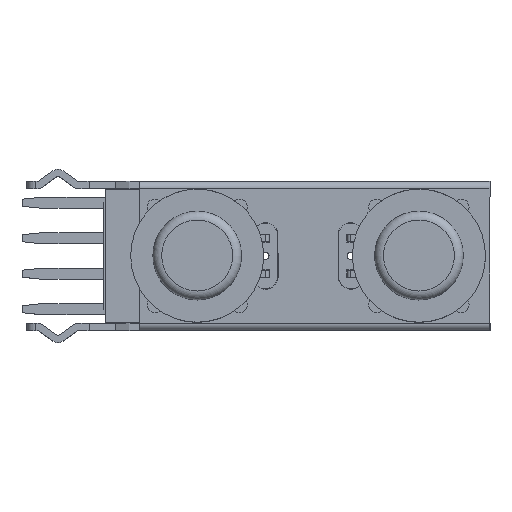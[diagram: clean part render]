
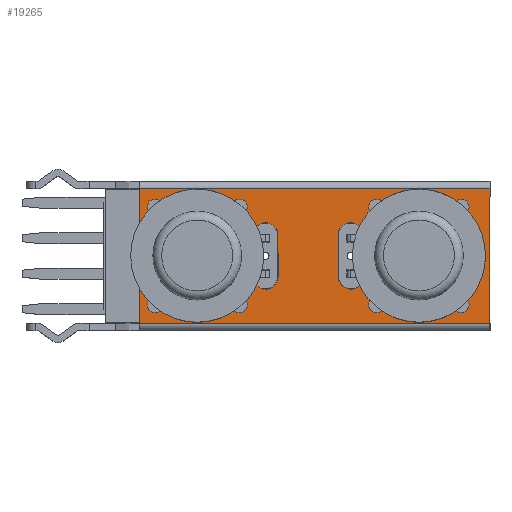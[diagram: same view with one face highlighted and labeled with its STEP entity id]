
A CAD part, top view. The second image highlights one B-rep face of the part: STEP entity #19265.
In plain terms, the highlighted planar face has unit normal (0, 0, 1).
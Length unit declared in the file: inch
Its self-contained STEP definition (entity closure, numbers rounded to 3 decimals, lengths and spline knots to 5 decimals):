
#14148=CARTESIAN_POINT('',(0.17913,0.0464,0.13346));
#14149=VERTEX_POINT('',#14148);
#14156=CARTESIAN_POINT('',(0.12402,0.04612,0.13346));
#14157=VERTEX_POINT('',#14156);
#14158=CARTESIAN_POINT('',(0.15157,0.04626,0.13346));
#14159=DIRECTION('',(0.0,0.0,-1.0));
#14160=DIRECTION('',(1.,0.005,0.0));
#14161=AXIS2_PLACEMENT_3D('',#14158,#14159,#14160);
#14162=CIRCLE('',#14161,0.02756);
#14163=EDGE_CURVE('',#14157,#14149,#14162,.T.);
#14224=CARTESIAN_POINT('',(0.36811,0.0464,0.13346));
#14225=VERTEX_POINT('',#14224);
#14232=CARTESIAN_POINT('',(0.31299,0.04612,0.13346));
#14233=VERTEX_POINT('',#14232);
#14234=CARTESIAN_POINT('',(0.34055,0.04626,0.13346));
#14235=DIRECTION('',(0.0,0.0,-1.0));
#14236=DIRECTION('',(1.,0.005,0.0));
#14237=AXIS2_PLACEMENT_3D('',#14234,#14235,#14236);
#14238=CIRCLE('',#14237,0.02756);
#14239=EDGE_CURVE('',#14233,#14225,#14238,.T.);
#14433=CARTESIAN_POINT('',(0.12451,-0.05307,0.13346));
#14434=VERTEX_POINT('',#14433);
#14435=CARTESIAN_POINT('',(0.12451,-0.05307,0.13346));
#14436=DIRECTION('',(-0.005,1.,0.0));
#14437=VECTOR('',#14436,0.09919);
#14438=LINE('',#14435,#14437);
#14439=EDGE_CURVE('',#14434,#14157,#14438,.T.);
#14473=CARTESIAN_POINT('',(0.1796,-0.04566,0.13346));
#14474=VERTEX_POINT('',#14473);
#14475=CARTESIAN_POINT('',(0.15157,-0.0458,0.13346));
#14476=DIRECTION('',(0.0,0.0,-1.0));
#14477=DIRECTION('',(-0.966,-0.259,0.0));
#14478=AXIS2_PLACEMENT_3D('',#14475,#14476,#14477);
#14479=CIRCLE('',#14478,0.02802);
#14480=EDGE_CURVE('',#14474,#14434,#14479,.T.);
#14514=CARTESIAN_POINT('',(0.17913,0.0464,0.13346));
#14515=DIRECTION('',(0.005,-1.,0.0));
#14516=VECTOR('',#14515,0.09206);
#14517=LINE('',#14514,#14516);
#14518=EDGE_CURVE('',#14149,#14474,#14517,.T.);
#14537=CARTESIAN_POINT('',(0.36857,-0.04566,0.13346));
#14538=VERTEX_POINT('',#14537);
#14545=CARTESIAN_POINT('',(0.36811,0.0464,0.13346));
#14546=DIRECTION('',(0.005,-1.,0.0));
#14547=VECTOR('',#14546,0.09206);
#14548=LINE('',#14545,#14547);
#14549=EDGE_CURVE('',#14225,#14538,#14548,.T.);
#14562=CARTESIAN_POINT('',(0.31349,-0.05307,0.13346));
#14563=VERTEX_POINT('',#14562);
#14564=CARTESIAN_POINT('',(0.31349,-0.05307,0.13346));
#14565=DIRECTION('',(-0.005,1.,0.0));
#14566=VECTOR('',#14565,0.09919);
#14567=LINE('',#14564,#14566);
#14568=EDGE_CURVE('',#14563,#14233,#14567,.T.);
#14594=CARTESIAN_POINT('',(0.34055,-0.0458,0.13346));
#14595=DIRECTION('',(0.0,0.0,-1.0));
#14596=DIRECTION('',(-0.966,-0.259,0.0));
#14597=AXIS2_PLACEMENT_3D('',#14594,#14595,#14596);
#14598=CIRCLE('',#14597,0.02802);
#14599=EDGE_CURVE('',#14538,#14563,#14598,.T.);
#17376=CARTESIAN_POINT('',(0.,-0.10039,0.13346));
#17377=VERTEX_POINT('',#17376);
#17378=CARTESIAN_POINT('',(0.,0.,0.13346));
#17379=DIRECTION('',(0.0,0.0,-1.0));
#17380=DIRECTION('',(0.0,1.0,0.0));
#17381=AXIS2_PLACEMENT_3D('',#17378,#17379,#17380);
#17382=CIRCLE('',#17381,0.10039);
#17383=EDGE_CURVE('',#17377,#17377,#17382,.T.);
#17403=CARTESIAN_POINT('',(0.49213,-0.10039,0.13346));
#17404=VERTEX_POINT('',#17403);
#17405=CARTESIAN_POINT('',(0.49213,0.,0.13346));
#17406=DIRECTION('',(0.0,0.0,-1.0));
#17407=DIRECTION('',(0.0,1.0,0.0));
#17408=AXIS2_PLACEMENT_3D('',#17405,#17406,#17407);
#17409=CIRCLE('',#17408,0.10039);
#17410=EDGE_CURVE('',#17404,#17404,#17409,.T.);
#17786=CARTESIAN_POINT('',(-0.12776,-0.14957,0.13346));
#17787=VERTEX_POINT('',#17786);
#17795=CARTESIAN_POINT('',(-0.12776,0.14957,0.13346));
#17796=VERTEX_POINT('',#17795);
#17797=CARTESIAN_POINT('',(-0.12776,-0.14957,0.13346));
#17798=DIRECTION('',(0.0,1.0,0.0));
#17799=VECTOR('',#17798,0.29913);
#17800=LINE('',#17797,#17799);
#17801=EDGE_CURVE('',#17787,#17796,#17800,.T.);
#17838=CARTESIAN_POINT('',(0.6498,0.14957,0.13346));
#17839=VERTEX_POINT('',#17838);
#17847=CARTESIAN_POINT('',(0.6498,-0.14957,0.13346));
#17848=VERTEX_POINT('',#17847);
#17849=CARTESIAN_POINT('',(0.6498,0.14957,0.13346));
#17850=DIRECTION('',(0.0,-1.0,0.0));
#17851=VECTOR('',#17850,0.29913);
#17852=LINE('',#17849,#17851);
#17853=EDGE_CURVE('',#17839,#17848,#17852,.T.);
#19097=CARTESIAN_POINT('',(0.6498,0.14957,0.13346));
#19098=DIRECTION('',(-1.0,0.0,0.0));
#19099=VECTOR('',#19098,0.77756);
#19100=LINE('',#19097,#19099);
#19101=EDGE_CURVE('',#17839,#17796,#19100,.T.);
#19126=CARTESIAN_POINT('',(-0.12776,-0.14957,0.13346));
#19127=DIRECTION('',(1.0,0.0,0.0));
#19128=VECTOR('',#19127,0.77756);
#19129=LINE('',#19126,#19128);
#19130=EDGE_CURVE('',#17787,#17848,#19129,.T.);
#19148=CARTESIAN_POINT('',(-0.16663,0.16452,0.13346));
#19149=DIRECTION('',(0.0,0.0,1.0));
#19150=DIRECTION('',(1.0,0.0,0.0));
#19151=AXIS2_PLACEMENT_3D('',#19148,#19149,#19150);
#19152=PLANE('',#19151);
#19153=ORIENTED_EDGE('',*,*,#19101,.T.);
#19154=ORIENTED_EDGE('',*,*,#17801,.F.);
#19155=ORIENTED_EDGE('',*,*,#19130,.T.);
#19156=ORIENTED_EDGE('',*,*,#17853,.F.);
#19157=EDGE_LOOP('',(#19153,#19154,#19155,#19156));
#19158=FACE_OUTER_BOUND('',#19157,.T.);
#19159=ORIENTED_EDGE('',*,*,#14518,.T.);
#19160=ORIENTED_EDGE('',*,*,#14480,.T.);
#19161=ORIENTED_EDGE('',*,*,#14439,.T.);
#19162=ORIENTED_EDGE('',*,*,#14163,.T.);
#19163=EDGE_LOOP('',(#19159,#19160,#19161,#19162));
#19164=FACE_BOUND('',#19163,.T.);
#19165=ORIENTED_EDGE('',*,*,#14568,.T.);
#19166=ORIENTED_EDGE('',*,*,#14239,.T.);
#19167=ORIENTED_EDGE('',*,*,#14549,.T.);
#19168=ORIENTED_EDGE('',*,*,#14599,.T.);
#19169=EDGE_LOOP('',(#19165,#19166,#19167,#19168));
#19170=FACE_BOUND('',#19169,.T.);
#19171=ORIENTED_EDGE('',*,*,#17383,.T.);
#19172=EDGE_LOOP('',(#19171));
#19173=FACE_BOUND('',#19172,.T.);
#19174=CARTESIAN_POINT('',(0.39862,-0.12598,0.13346));
#19175=VERTEX_POINT('',#19174);
#19176=CARTESIAN_POINT('',(0.39862,-0.10827,0.13346));
#19177=DIRECTION('',(0.0,0.0,1.0));
#19178=DIRECTION('',(1.0,0.0,0.0));
#19179=AXIS2_PLACEMENT_3D('',#19176,#19177,#19178);
#19180=CIRCLE('',#19179,0.01772);
#19181=EDGE_CURVE('',#19175,#19175,#19180,.T.);
#19182=ORIENTED_EDGE('',*,*,#19181,.F.);
#19183=EDGE_LOOP('',(#19182));
#19184=FACE_BOUND('',#19183,.T.);
#19185=CARTESIAN_POINT('',(0.39862,0.09055,0.13346));
#19186=VERTEX_POINT('',#19185);
#19187=CARTESIAN_POINT('',(0.39862,0.10827,0.13346));
#19188=DIRECTION('',(0.0,0.0,1.0));
#19189=DIRECTION('',(1.0,0.0,0.0));
#19190=AXIS2_PLACEMENT_3D('',#19187,#19188,#19189);
#19191=CIRCLE('',#19190,0.01772);
#19192=EDGE_CURVE('',#19186,#19186,#19191,.T.);
#19193=ORIENTED_EDGE('',*,*,#19192,.F.);
#19194=EDGE_LOOP('',(#19193));
#19195=FACE_BOUND('',#19194,.T.);
#19196=CARTESIAN_POINT('',(0.0935,-0.12598,0.13346));
#19197=VERTEX_POINT('',#19196);
#19198=CARTESIAN_POINT('',(0.0935,-0.10827,0.13346));
#19199=DIRECTION('',(0.0,0.0,1.0));
#19200=DIRECTION('',(-1.0,0.0,0.0));
#19201=AXIS2_PLACEMENT_3D('',#19198,#19199,#19200);
#19202=CIRCLE('',#19201,0.01772);
#19203=EDGE_CURVE('',#19197,#19197,#19202,.T.);
#19204=ORIENTED_EDGE('',*,*,#19203,.F.);
#19205=EDGE_LOOP('',(#19204));
#19206=FACE_BOUND('',#19205,.T.);
#19207=CARTESIAN_POINT('',(0.0935,0.09055,0.13346));
#19208=VERTEX_POINT('',#19207);
#19209=CARTESIAN_POINT('',(0.0935,0.10827,0.13346));
#19210=DIRECTION('',(0.0,0.0,1.0));
#19211=DIRECTION('',(-1.0,0.0,0.0));
#19212=AXIS2_PLACEMENT_3D('',#19209,#19210,#19211);
#19213=CIRCLE('',#19212,0.01772);
#19214=EDGE_CURVE('',#19208,#19208,#19213,.T.);
#19215=ORIENTED_EDGE('',*,*,#19214,.F.);
#19216=EDGE_LOOP('',(#19215));
#19217=FACE_BOUND('',#19216,.T.);
#19218=CARTESIAN_POINT('',(-0.0935,0.09055,0.13346));
#19219=VERTEX_POINT('',#19218);
#19220=CARTESIAN_POINT('',(-0.0935,0.10827,0.13346));
#19221=DIRECTION('',(0.0,0.0,1.0));
#19222=DIRECTION('',(-1.0,0.0,0.0));
#19223=AXIS2_PLACEMENT_3D('',#19220,#19221,#19222);
#19224=CIRCLE('',#19223,0.01772);
#19225=EDGE_CURVE('',#19219,#19219,#19224,.T.);
#19226=ORIENTED_EDGE('',*,*,#19225,.F.);
#19227=EDGE_LOOP('',(#19226));
#19228=FACE_BOUND('',#19227,.T.);
#19229=CARTESIAN_POINT('',(-0.0935,-0.12598,0.13346));
#19230=VERTEX_POINT('',#19229);
#19231=CARTESIAN_POINT('',(-0.0935,-0.10827,0.13346));
#19232=DIRECTION('',(0.0,0.0,1.0));
#19233=DIRECTION('',(-1.0,0.0,0.0));
#19234=AXIS2_PLACEMENT_3D('',#19231,#19232,#19233);
#19235=CIRCLE('',#19234,0.01772);
#19236=EDGE_CURVE('',#19230,#19230,#19235,.T.);
#19237=ORIENTED_EDGE('',*,*,#19236,.F.);
#19238=EDGE_LOOP('',(#19237));
#19239=FACE_BOUND('',#19238,.T.);
#19240=CARTESIAN_POINT('',(0.58563,0.09055,0.13346));
#19241=VERTEX_POINT('',#19240);
#19242=CARTESIAN_POINT('',(0.58563,0.10827,0.13346));
#19243=DIRECTION('',(0.0,0.0,1.0));
#19244=DIRECTION('',(1.0,0.0,0.0));
#19245=AXIS2_PLACEMENT_3D('',#19242,#19243,#19244);
#19246=CIRCLE('',#19245,0.01772);
#19247=EDGE_CURVE('',#19241,#19241,#19246,.T.);
#19248=ORIENTED_EDGE('',*,*,#19247,.F.);
#19249=EDGE_LOOP('',(#19248));
#19250=FACE_BOUND('',#19249,.T.);
#19251=CARTESIAN_POINT('',(0.58563,-0.12598,0.13346));
#19252=VERTEX_POINT('',#19251);
#19253=CARTESIAN_POINT('',(0.58563,-0.10827,0.13346));
#19254=DIRECTION('',(0.0,0.0,1.0));
#19255=DIRECTION('',(1.0,0.0,0.0));
#19256=AXIS2_PLACEMENT_3D('',#19253,#19254,#19255);
#19257=CIRCLE('',#19256,0.01772);
#19258=EDGE_CURVE('',#19252,#19252,#19257,.T.);
#19259=ORIENTED_EDGE('',*,*,#19258,.F.);
#19260=EDGE_LOOP('',(#19259));
#19261=FACE_BOUND('',#19260,.T.);
#19262=ORIENTED_EDGE('',*,*,#17410,.T.);
#19263=EDGE_LOOP('',(#19262));
#19264=FACE_BOUND('',#19263,.T.);
#19265=ADVANCED_FACE('',(#19158,#19164,#19170,#19173,#19184,#19195,#19206,#19217,#19228,#19239,#19250,#19261,#19264),#19152,.T.);
